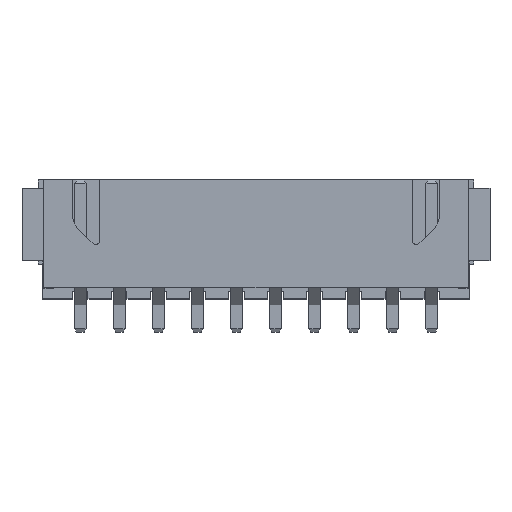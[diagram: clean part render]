
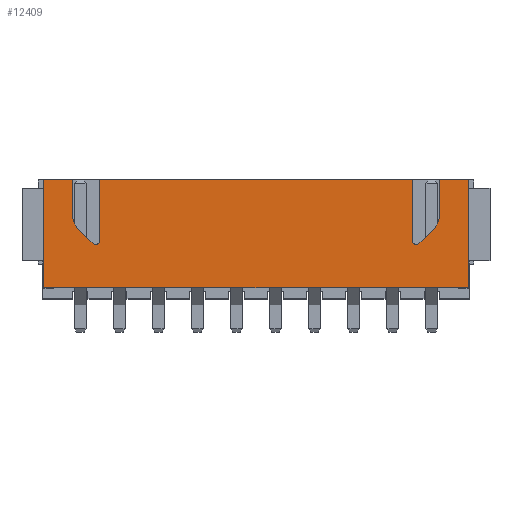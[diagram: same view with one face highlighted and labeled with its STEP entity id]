
A CAD part, top view. The second image highlights one B-rep face of the part: STEP entity #12409.
In plain terms, the highlighted planar face has unit normal (0, 0, 1).
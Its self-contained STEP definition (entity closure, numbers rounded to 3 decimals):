
#352=CIRCLE('',#12958,1.651);
#353=CIRCLE('',#12959,0.254);
#354=CIRCLE('',#12960,0.254);
#355=CIRCLE('',#12961,1.651);
#364=ORIENTED_EDGE('',*,*,#2962,.F.);
#365=ORIENTED_EDGE('',*,*,#2963,.T.);
#366=ORIENTED_EDGE('',*,*,#2964,.F.);
#367=ORIENTED_EDGE('',*,*,#2965,.T.);
#368=ORIENTED_EDGE('',*,*,#2966,.F.);
#369=ORIENTED_EDGE('',*,*,#2961,.T.);
#370=ORIENTED_EDGE('',*,*,#2967,.F.);
#371=ORIENTED_EDGE('',*,*,#2968,.T.);
#372=ORIENTED_EDGE('',*,*,#2969,.F.);
#373=ORIENTED_EDGE('',*,*,#2970,.T.);
#374=ORIENTED_EDGE('',*,*,#2971,.F.);
#375=ORIENTED_EDGE('',*,*,#2972,.T.);
#376=ORIENTED_EDGE('',*,*,#2973,.F.);
#377=ORIENTED_EDGE('',*,*,#2974,.F.);
#378=ORIENTED_EDGE('',*,*,#2975,.T.);
#379=ORIENTED_EDGE('',*,*,#2976,.T.);
#2961=EDGE_CURVE('',#4258,#4260,#5102,.T.);
#2962=EDGE_CURVE('',#4261,#4262,#5103,.T.);
#2963=EDGE_CURVE('',#4261,#4263,#352,.T.);
#2964=EDGE_CURVE('',#4264,#4263,#5104,.T.);
#2965=EDGE_CURVE('',#4264,#4265,#353,.T.);
#2966=EDGE_CURVE('',#4258,#4265,#5105,.T.);
#2967=EDGE_CURVE('',#4266,#4260,#5106,.T.);
#2968=EDGE_CURVE('',#4266,#4267,#354,.T.);
#2969=EDGE_CURVE('',#4268,#4267,#5107,.T.);
#2970=EDGE_CURVE('',#4268,#4269,#355,.T.);
#2971=EDGE_CURVE('',#4270,#4269,#5108,.T.);
#2972=EDGE_CURVE('',#4270,#4271,#5109,.T.);
#2973=EDGE_CURVE('',#4272,#4271,#5110,.T.);
#2974=EDGE_CURVE('',#4273,#4272,#5111,.T.);
#2975=EDGE_CURVE('',#4273,#4274,#5112,.T.);
#2976=EDGE_CURVE('',#4274,#4262,#5113,.T.);
#4258=VERTEX_POINT('',#15460);
#4260=VERTEX_POINT('',#15464);
#4261=VERTEX_POINT('',#15468);
#4262=VERTEX_POINT('',#15469);
#4263=VERTEX_POINT('',#15471);
#4264=VERTEX_POINT('',#15473);
#4265=VERTEX_POINT('',#15475);
#4266=VERTEX_POINT('',#15478);
#4267=VERTEX_POINT('',#15480);
#4268=VERTEX_POINT('',#15482);
#4269=VERTEX_POINT('',#15484);
#4270=VERTEX_POINT('',#15486);
#4271=VERTEX_POINT('',#15488);
#4272=VERTEX_POINT('',#15490);
#4273=VERTEX_POINT('',#15492);
#4274=VERTEX_POINT('',#15494);
#5102=LINE('',#15465,#6127);
#5103=LINE('',#15467,#6128);
#5104=LINE('',#15472,#6129);
#5105=LINE('',#15476,#6130);
#5106=LINE('',#15477,#6131);
#5107=LINE('',#15481,#6132);
#5108=LINE('',#15485,#6133);
#5109=LINE('',#15487,#6134);
#5110=LINE('',#15489,#6135);
#5111=LINE('',#15491,#6136);
#5112=LINE('',#15493,#6137);
#5113=LINE('',#15495,#6138);
#6127=VECTOR('',#13454,1000.);
#6128=VECTOR('',#13457,1000.);
#6129=VECTOR('',#13460,1000.);
#6130=VECTOR('',#13463,1000.);
#6131=VECTOR('',#13464,1000.);
#6132=VECTOR('',#13467,1000.);
#6133=VECTOR('',#13470,1000.);
#6134=VECTOR('',#13471,1000.);
#6135=VECTOR('',#13472,1000.);
#6136=VECTOR('',#13473,1000.);
#6137=VECTOR('',#13474,1000.);
#6138=VECTOR('',#13475,1000.);
#7150=EDGE_LOOP('',(#364,#365,#366,#367,#368,#369,#370,#371,#372,#373,#374,
#375,#376,#377,#378,#379));
#7709=FACE_BOUND('',#7150,.T.);
#8268=PLANE('',#12957);
#12409=ADVANCED_FACE('',(#7709),#8268,.F.);
#12957=AXIS2_PLACEMENT_3D('',#15466,#13455,#13456);
#12958=AXIS2_PLACEMENT_3D('',#15470,#13458,#13459);
#12959=AXIS2_PLACEMENT_3D('',#15474,#13461,#13462);
#12960=AXIS2_PLACEMENT_3D('',#15479,#13465,#13466);
#12961=AXIS2_PLACEMENT_3D('',#15483,#13468,#13469);
#13454=DIRECTION('',(-1.,0.,0.));
#13455=DIRECTION('',(0.,0.,-1.));
#13456=DIRECTION('',(-1.,0.,0.));
#13457=DIRECTION('',(0.,1.,0.));
#13458=DIRECTION('',(0.,0.,-1.));
#13459=DIRECTION('',(-1.,0.,0.));
#13460=DIRECTION('',(0.732,0.681,0.));
#13461=DIRECTION('',(0.,0.,-1.));
#13462=DIRECTION('',(-1.,0.,0.));
#13463=DIRECTION('',(0.,-1.,0.));
#13464=DIRECTION('',(0.,1.,0.));
#13465=DIRECTION('',(0.,0.,-1.));
#13466=DIRECTION('',(-1.,0.,0.));
#13467=DIRECTION('',(0.732,-0.681,0.));
#13468=DIRECTION('',(0.,0.,-1.));
#13469=DIRECTION('',(-1.,0.,0.));
#13470=DIRECTION('',(0.,-1.,0.));
#13471=DIRECTION('',(-1.,0.,0.));
#13472=DIRECTION('',(0.,1.,0.));
#13473=DIRECTION('',(-1.,0.,0.));
#13474=DIRECTION('',(0.,1.,0.));
#13475=DIRECTION('',(-1.,0.,0.));
#15460=CARTESIAN_POINT('',(10.173,9.906,5.918));
#15464=CARTESIAN_POINT('',(-10.173,9.906,5.918));
#15465=CARTESIAN_POINT('',(13.805,9.906,5.918));
#15466=CARTESIAN_POINT('',(13.805,2.87,5.918));
#15467=CARTESIAN_POINT('',(11.951,7.014,5.918));
#15468=CARTESIAN_POINT('',(11.951,7.733,5.918));
#15469=CARTESIAN_POINT('',(11.951,9.906,5.918));
#15470=CARTESIAN_POINT('',(10.3,7.733,5.918));
#15471=CARTESIAN_POINT('',(11.424,6.524,5.918));
#15472=CARTESIAN_POINT('',(10.173,5.359,5.918));
#15473=CARTESIAN_POINT('',(10.6,5.757,5.918));
#15474=CARTESIAN_POINT('',(10.427,5.943,5.918));
#15475=CARTESIAN_POINT('',(10.173,5.943,5.918));
#15476=CARTESIAN_POINT('',(10.173,9.906,5.918));
#15477=CARTESIAN_POINT('',(-10.173,5.359,5.918));
#15478=CARTESIAN_POINT('',(-10.173,5.943,5.918));
#15479=CARTESIAN_POINT('',(-10.427,5.943,5.918));
#15480=CARTESIAN_POINT('',(-10.6,5.757,5.918));
#15481=CARTESIAN_POINT('',(-11.951,7.014,5.918));
#15482=CARTESIAN_POINT('',(-11.424,6.524,5.918));
#15483=CARTESIAN_POINT('',(-10.3,7.733,5.918));
#15484=CARTESIAN_POINT('',(-11.951,7.733,5.918));
#15485=CARTESIAN_POINT('',(-11.951,9.906,5.918));
#15486=CARTESIAN_POINT('',(-11.951,9.906,5.918));
#15487=CARTESIAN_POINT('',(13.805,9.906,5.918));
#15488=CARTESIAN_POINT('',(-13.805,9.906,5.918));
#15489=CARTESIAN_POINT('',(-13.805,2.87,5.918));
#15490=CARTESIAN_POINT('',(-13.805,2.87,5.918));
#15491=CARTESIAN_POINT('',(13.805,2.87,5.918));
#15492=CARTESIAN_POINT('',(13.805,2.87,5.918));
#15493=CARTESIAN_POINT('',(13.805,2.87,5.918));
#15494=CARTESIAN_POINT('',(13.805,9.906,5.918));
#15495=CARTESIAN_POINT('',(13.805,9.906,5.918));
